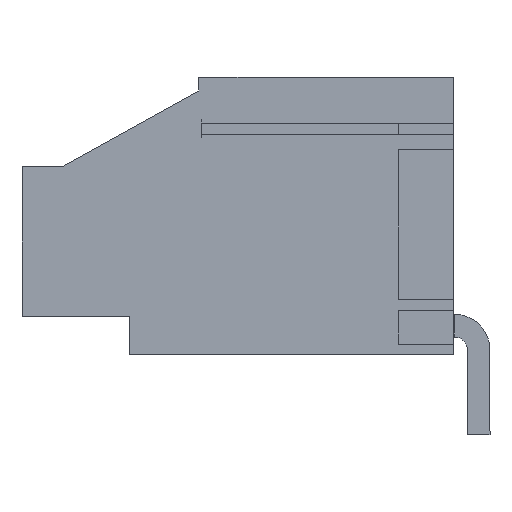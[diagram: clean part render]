
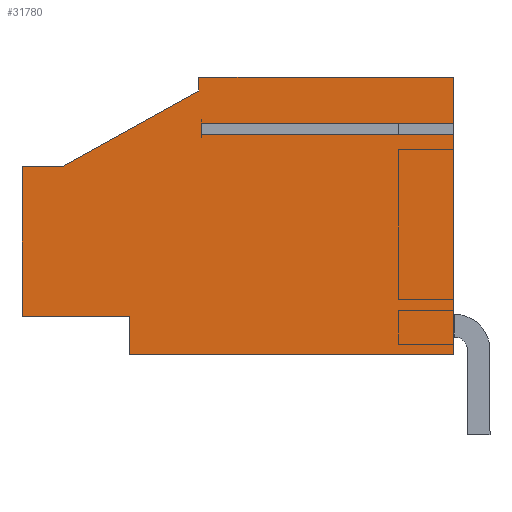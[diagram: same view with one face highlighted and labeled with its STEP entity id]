
A CAD part, left-side view. The second image highlights one B-rep face of the part: STEP entity #31780.
In plain terms, the highlighted planar face has unit normal (-1, 0, 0).
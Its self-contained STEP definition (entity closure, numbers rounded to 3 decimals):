
#31744=AXIS2_PLACEMENT_3D('Plane Axis2P3D',#31741,#31742,#31743) ;
#31326=CARTESIAN_POINT('Vertex',(-50.8,18.57,11.963)) ;
#31333=CARTESIAN_POINT('Vertex',(-50.8,18.57,6.022)) ;
#31336=CARTESIAN_POINT('Line Origine',(-50.8,18.57,8.992)) ;
#31369=CARTESIAN_POINT('Vertex',(-50.8,16.958,11.963)) ;
#31372=CARTESIAN_POINT('Line Origine',(-50.8,17.764,11.963)) ;
#31393=CARTESIAN_POINT('Vertex',(-50.8,11.55,14.961)) ;
#31396=CARTESIAN_POINT('Line Origine',(-50.8,14.254,13.462)) ;
#31420=CARTESIAN_POINT('Line Origine',(-50.8,11.55,15.239)) ;
#31424=CARTESIAN_POINT('Vertex',(-50.8,11.55,15.517)) ;
#31444=CARTESIAN_POINT('Line Origine',(-50.8,6.5,15.517)) ;
#31448=CARTESIAN_POINT('Vertex',(-50.8,1.45,15.517)) ;
#31486=CARTESIAN_POINT('Vertex',(-50.8,1.45,13.692)) ;
#31528=CARTESIAN_POINT('Vertex',(-50.8,1.45,13.242)) ;
#31531=CARTESIAN_POINT('Line Origine',(-50.8,1.45,8.879)) ;
#31535=CARTESIAN_POINT('Vertex',(-50.8,1.45,4.517)) ;
#31543=CARTESIAN_POINT('Line Origine',(-50.8,1.45,14.604)) ;
#31634=CARTESIAN_POINT('Vertex',(-50.8,14.3,4.517)) ;
#31652=CARTESIAN_POINT('Line Origine',(-50.8,7.875,4.517)) ;
#31685=CARTESIAN_POINT('Vertex',(-50.8,14.3,6.022)) ;
#31688=CARTESIAN_POINT('Line Origine',(-50.8,14.3,5.269)) ;
#31729=CARTESIAN_POINT('Line Origine',(-50.8,16.435,6.022)) ;
#31741=CARTESIAN_POINT('Axis2P3D Location',(-50.8,10.01,10.017)) ;
#31746=CARTESIAN_POINT('Line Origine',(-50.8,6.45,13.242)) ;
#31750=CARTESIAN_POINT('Vertex',(-50.8,11.45,13.242)) ;
#31753=CARTESIAN_POINT('Line Origine',(-50.8,11.45,13.467)) ;
#31757=CARTESIAN_POINT('Vertex',(-50.8,11.45,13.692)) ;
#31760=CARTESIAN_POINT('Line Origine',(-50.8,6.45,13.692)) ;
#31337=DIRECTION('Vector Direction',(0.,0.,1.)) ;
#31373=DIRECTION('Vector Direction',(0.,-1.,0.)) ;
#31397=DIRECTION('Vector Direction',(0.,-0.875,0.485)) ;
#31421=DIRECTION('Vector Direction',(0.,0.,-1.)) ;
#31445=DIRECTION('Vector Direction',(0.,1.,0.)) ;
#31532=DIRECTION('Vector Direction',(0.,0.,1.)) ;
#31544=DIRECTION('Vector Direction',(0.,0.,1.)) ;
#31653=DIRECTION('Vector Direction',(0.,1.,0.)) ;
#31689=DIRECTION('Vector Direction',(0.,0.,1.)) ;
#31730=DIRECTION('Vector Direction',(0.,-1.,0.)) ;
#31742=DIRECTION('Axis2P3D Direction',(-1.,0.,0.)) ;
#31743=DIRECTION('Axis2P3D XDirection',(0.,0.,1.)) ;
#31747=DIRECTION('Vector Direction',(0.,1.,0.)) ;
#31754=DIRECTION('Vector Direction',(0.,0.,1.)) ;
#31761=DIRECTION('Vector Direction',(0.,1.,0.)) ;
#31338=VECTOR('Line Direction',#31337,1.) ;
#31374=VECTOR('Line Direction',#31373,1.) ;
#31398=VECTOR('Line Direction',#31397,1.) ;
#31422=VECTOR('Line Direction',#31421,1.) ;
#31446=VECTOR('Line Direction',#31445,1.) ;
#31533=VECTOR('Line Direction',#31532,1.) ;
#31545=VECTOR('Line Direction',#31544,1.) ;
#31654=VECTOR('Line Direction',#31653,1.) ;
#31690=VECTOR('Line Direction',#31689,1.) ;
#31731=VECTOR('Line Direction',#31730,1.) ;
#31748=VECTOR('Line Direction',#31747,1.) ;
#31755=VECTOR('Line Direction',#31754,1.) ;
#31762=VECTOR('Line Direction',#31761,1.) ;
#31766=ORIENTED_EDGE('',*,*,#31547,.T.) ;
#31767=ORIENTED_EDGE('',*,*,#31450,.T.) ;
#31768=ORIENTED_EDGE('',*,*,#31426,.T.) ;
#31769=ORIENTED_EDGE('',*,*,#31400,.F.) ;
#31770=ORIENTED_EDGE('',*,*,#31376,.F.) ;
#31771=ORIENTED_EDGE('',*,*,#31340,.F.) ;
#31772=ORIENTED_EDGE('',*,*,#31733,.T.) ;
#31773=ORIENTED_EDGE('',*,*,#31692,.F.) ;
#31774=ORIENTED_EDGE('',*,*,#31656,.F.) ;
#31775=ORIENTED_EDGE('',*,*,#31537,.T.) ;
#31776=ORIENTED_EDGE('',*,*,#31752,.T.) ;
#31777=ORIENTED_EDGE('',*,*,#31759,.T.) ;
#31778=ORIENTED_EDGE('',*,*,#31764,.F.) ;
#31780=ADVANCED_FACE('15',(#31779),#31745,.T.) ;
#31340=EDGE_CURVE('',#31334,#31327,#31339,.T.) ;
#31376=EDGE_CURVE('',#31327,#31370,#31375,.T.) ;
#31400=EDGE_CURVE('',#31370,#31394,#31399,.T.) ;
#31426=EDGE_CURVE('',#31425,#31394,#31423,.T.) ;
#31450=EDGE_CURVE('',#31449,#31425,#31447,.T.) ;
#31537=EDGE_CURVE('',#31536,#31529,#31534,.T.) ;
#31547=EDGE_CURVE('',#31487,#31449,#31546,.T.) ;
#31656=EDGE_CURVE('',#31536,#31635,#31655,.T.) ;
#31692=EDGE_CURVE('',#31635,#31686,#31691,.T.) ;
#31733=EDGE_CURVE('',#31334,#31686,#31732,.T.) ;
#31752=EDGE_CURVE('',#31529,#31751,#31749,.T.) ;
#31759=EDGE_CURVE('',#31751,#31758,#31756,.T.) ;
#31764=EDGE_CURVE('',#31487,#31758,#31763,.T.) ;
#31765=EDGE_LOOP('',(#31766,#31767,#31768,#31769,#31770,#31771,#31772,#31773,#31774,#31775,#31776,#31777,#31778)) ;
#31779=FACE_OUTER_BOUND('',#31765,.T.) ;
#31339=LINE('Line',#31336,#31338) ;
#31375=LINE('Line',#31372,#31374) ;
#31399=LINE('Line',#31396,#31398) ;
#31423=LINE('Line',#31420,#31422) ;
#31447=LINE('Line',#31444,#31446) ;
#31534=LINE('Line',#31531,#31533) ;
#31546=LINE('Line',#31543,#31545) ;
#31655=LINE('Line',#31652,#31654) ;
#31691=LINE('Line',#31688,#31690) ;
#31732=LINE('Line',#31729,#31731) ;
#31749=LINE('Line',#31746,#31748) ;
#31756=LINE('Line',#31753,#31755) ;
#31763=LINE('Line',#31760,#31762) ;
#31745=PLANE('',#31744) ;
#31327=VERTEX_POINT('',#31326) ;
#31334=VERTEX_POINT('',#31333) ;
#31370=VERTEX_POINT('',#31369) ;
#31394=VERTEX_POINT('',#31393) ;
#31425=VERTEX_POINT('',#31424) ;
#31449=VERTEX_POINT('',#31448) ;
#31487=VERTEX_POINT('',#31486) ;
#31529=VERTEX_POINT('',#31528) ;
#31536=VERTEX_POINT('',#31535) ;
#31635=VERTEX_POINT('',#31634) ;
#31686=VERTEX_POINT('',#31685) ;
#31751=VERTEX_POINT('',#31750) ;
#31758=VERTEX_POINT('',#31757) ;
